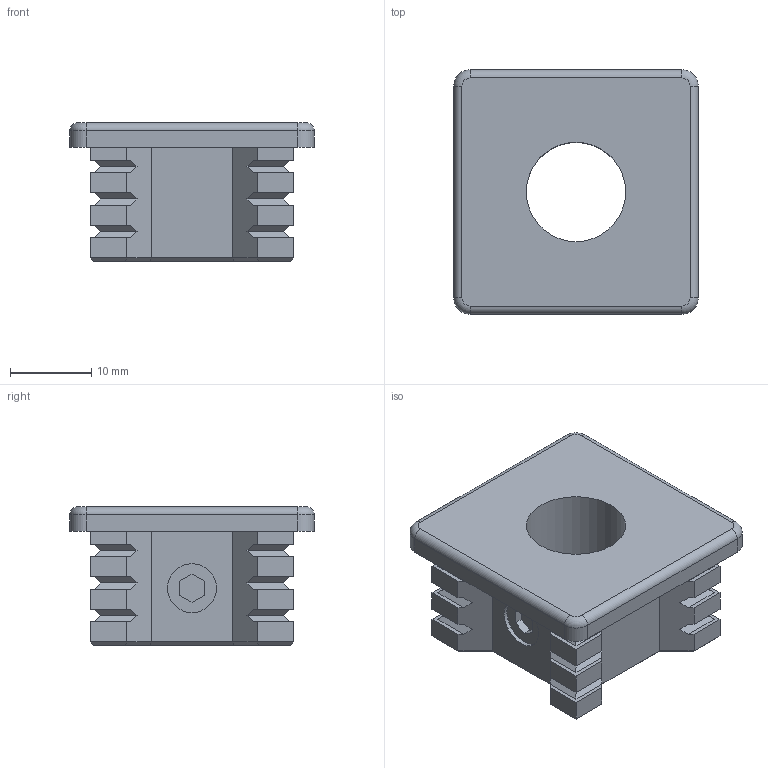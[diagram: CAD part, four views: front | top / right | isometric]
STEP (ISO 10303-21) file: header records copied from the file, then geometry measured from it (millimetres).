
FILE_DESCRIPTION(('STEP AP214'),'1');
FILE_NAME('1829_Cosch_Edelstahltechnik.stp','2018-09-24T19:21:34',(' '),(' '),'Spatial InterOp 3D',' ',' ');
FILE_SCHEMA(('AUTOMOTIVE_DESIGN { 1 0 10303 214 1 1 1 1 }'));
Length unit declared in the file: millimetre
Products named in the file (2): 1537821040; 1537814915
Bounding box: 30 x 30 x 17 mm (x, y, z)
Volume: 7040.5 mm3; surface area: 4272.4 mm2
Topology: 2 solids, 2 shells, 167 faces, 444 edges, 283 vertices
Faces by surface type: plane 152, cylinder 11, torus 4
Full cylindrical faces by diameter (mm): 6 x2, 12.2 x1
Entity records: 6466 total; most frequent: CARTESIAN_POINT 956, ORIENTED_EDGE 880, DIRECTION 802, EDGE_CURVE 440, LINE 414, VECTOR 414, VERTEX_POINT 282, AXIS2_PLACEMENT_3D 194
